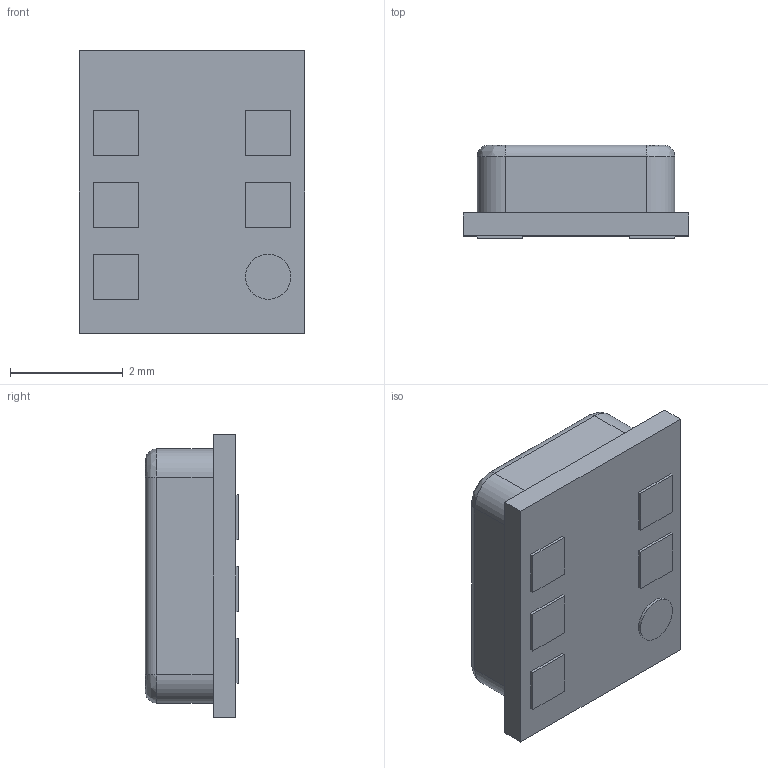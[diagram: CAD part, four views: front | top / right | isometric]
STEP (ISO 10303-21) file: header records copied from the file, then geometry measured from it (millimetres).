
FILE_DESCRIPTION (( 'STEP AP214' ), '1' );
FILE_NAME ('D100055E-50BD-409D-B470-9CF932526A09.STEP', '2023-04-02T01:54:44', ( '' ), ( '' ), 'SwSTEP 2.0', 'SolidWorks 2022', '' );
FILE_SCHEMA (( 'AUTOMOTIVE_DESIGN' ));
Length unit declared in the file: millimetre
Products named in the file (1): D100055E-50BD-409D-B470-9CF932526A09
Bounding box: 4 x 1.65 x 5 mm (x, y, z)
Volume: 26.7 mm3; surface area: 65.8 mm2
Topology: 1 solids, 1 shells, 121 faces, 301 edges, 198 vertices
Faces by surface type: plane 85, bspline 24, cylinder 12
Entity records: 5146 total; most frequent: CARTESIAN_POINT 1760, ORIENTED_EDGE 602, DIRECTION 477, EDGE_CURVE 301, VECTOR 233, LINE 233, VERTEX_POINT 198, EDGE_LOOP 137
